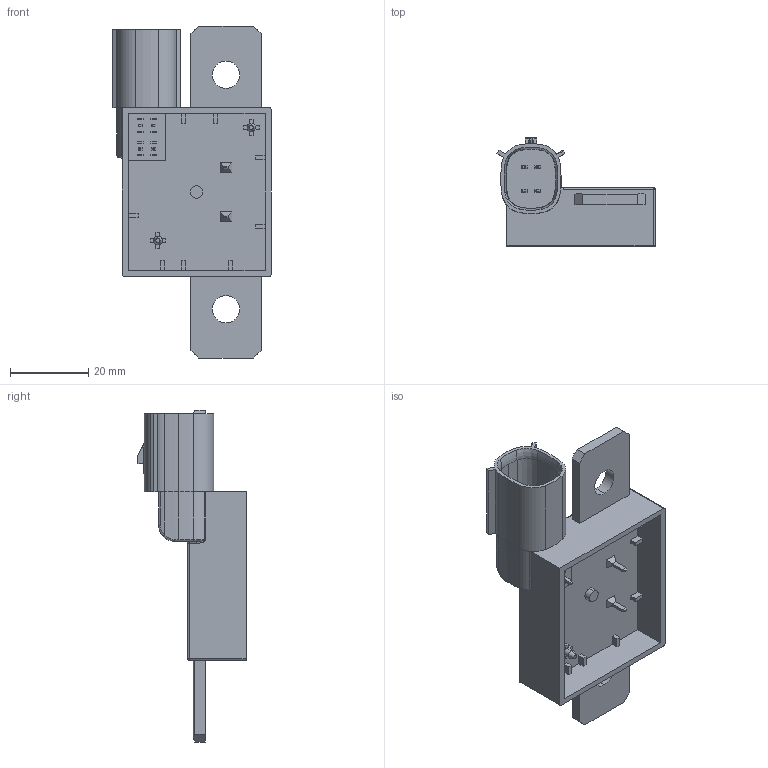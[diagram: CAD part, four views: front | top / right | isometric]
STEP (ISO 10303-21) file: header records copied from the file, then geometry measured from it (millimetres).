
FILE_DESCRIPTION (( 'STEP AP203' ), '1' );
FILE_NAME ('WSBM 8518 100µO.STEP', '2016-12-21T14:14:32', ( '' ), ( '' ), 'SwSTEP 2.0', 'SolidWorks 2016', '' );
FILE_SCHEMA (( 'CONFIG_CONTROL_DESIGN' ));
Length unit declared in the file: inch
Products named in the file (9): WSBS8518 SHUNT_100 microohm; SHUNT TERMINAL - VISHAY; WSBS8518-20; WSBM 8518 ORIGINAL; WSBM 8518 100焜; WSBS8518 SHUNT
Assembly tree (5 placements, depth 3):
  WSBM 8518 ORIGINAL
  WSBM 8518 100焜
    WSBS8518-20
      WSBS8518 SHUNT_100 microohm
      SHUNT TERMINAL - VISHAY  x2
    WSBM 8518 ORIGINAL
  WSBS8518 SHUNT
  SHUNT TERMINAL - VISHAY
  SHUNT TERMINAL - VISHAY
Bounding box: 40.49 x 27.67 x 84.99 mm (x, y, z)
Volume: 18463.2 mm3; surface area: 16911.4 mm2
Topology: 6 solids, 6 shells, 703 faces, 1914 edges, 1234 vertices
Faces by surface type: plane 536, cylinder 114, bspline 30, cone 14, torus 6, sphere 3
Entity records: 22363 total; most frequent: CARTESIAN_POINT 4646, ORIENTED_EDGE 3634, DIRECTION 3284, EDGE_CURVE 1817, LINE 1462, VECTOR 1462, VERTEX_POINT 1174, AXIS2_PLACEMENT_3D 911
